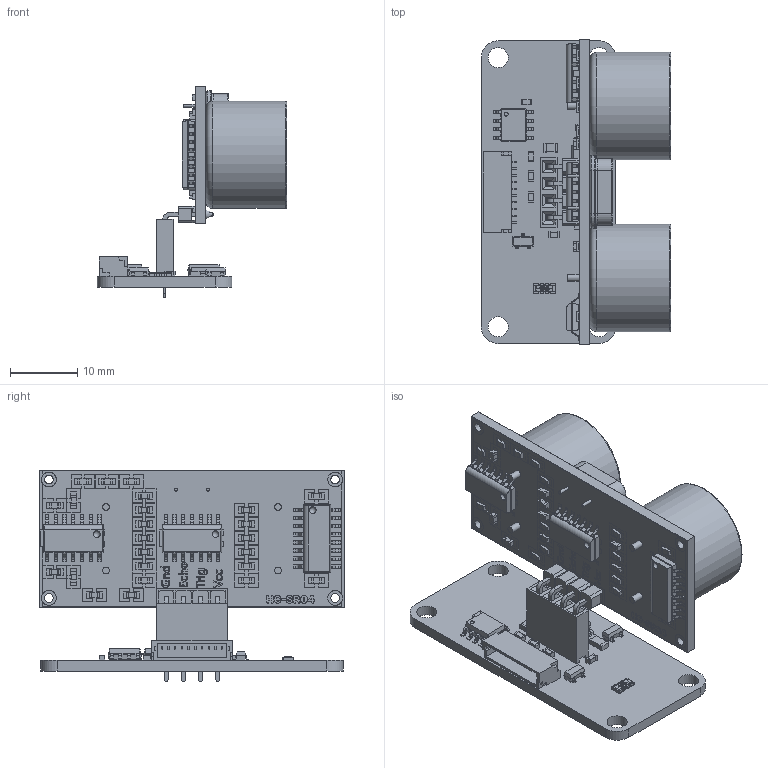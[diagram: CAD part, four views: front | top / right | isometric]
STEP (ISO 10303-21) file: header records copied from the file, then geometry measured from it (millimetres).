
FILE_DESCRIPTION(('FreeCAD Model'),'2;1');
FILE_NAME( 'distance_us.step', '2018-03-27T15:23:31',('kicad StepUp'),('ksu MCAD'), 'Open CASCADE STEP processor 6.8','FreeCAD','Unknown');
FILE_SCHEMA(('AUTOMOTIVE_DESIGN_CC2 { 1 2 10303 214 -1 1 5 4 }'));
Length unit declared in the file: millimetre
Products named in the file (19): Pcb; C_0603_; C_0603_001; C_0805_; C_0603_002; C_0603_003; C_1206_; C_0603_004; SOD-123_; C_0603_005; SM10B-SRSS_; Pin_Header_Straight_Female_1x04_; SOT23_; SOT23_001; R_0603_; R_4x0603_; soic_8_39x49_p127_; soic_8_39x49_p127_001; HC-SR04_
Bounding box: 28.13 x 45.35 x 31.47 mm (x, y, z)
Volume: 5285.9 mm3; surface area: 9707.8 mm2
Topology: 22 solids, 22 shells, 8278 faces, 33907 edges, 22162 vertices
Faces by surface type: plane 6830, cylinder 749, bspline 314, extrusion 222, torus 144, sphere 11, cone 8
Full cylindrical faces by diameter (mm): 0.4 x14, 0.45 x2, 0.6 x2, 0.86 x4, 0.87 x4, 1 x4, 1.016 x4, 1.3 x4, 2.2 x8, 3 x4, 10.2 x2, 13 x2, 14.75 x2, 15.95 x2, 17.2 x2
Entity records: 473382 total; most frequent: CARTESIAN_POINT 133708, ORIENTED_EDGE 67564, DIRECTION 50224, EDGE_CURVE 33782, VECTOR 30090, LINE 29868, VERTEX_POINT 22164, AXIS2_PLACEMENT_3D 10067
